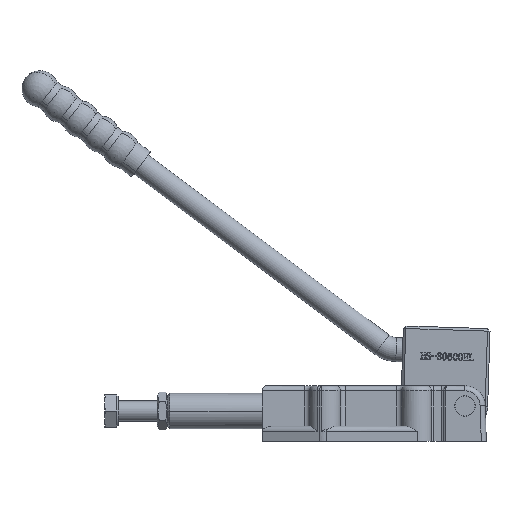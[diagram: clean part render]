
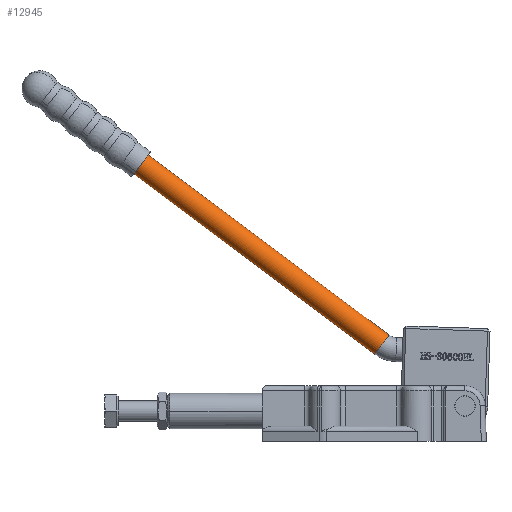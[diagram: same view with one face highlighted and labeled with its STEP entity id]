
A CAD part, front view. The second image highlights one B-rep face of the part: STEP entity #12945.
In plain terms, the highlighted cylindrical face has radius 4.75 mm (diameter 9.5 mm), a partial arc.
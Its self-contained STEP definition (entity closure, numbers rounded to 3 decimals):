
#5052 = VERTEX_POINT ( 'NONE', #19179 ) ;
#5185 = VERTEX_POINT ( 'NONE', #19287 ) ;
#5198 = VERTEX_POINT ( 'NONE', #19297 ) ;
#5202 = VERTEX_POINT ( 'NONE', #19295 ) ;
#5308 = EDGE_LOOP ( 'NONE', ( #10368, #10270, #10517, #10525 ) ) ;
#10270 = ORIENTED_EDGE ( 'NONE', *, *, #34061, .T. ) ;
#10368 = ORIENTED_EDGE ( 'NONE', *, *, #34182, .T. ) ;
#10517 = ORIENTED_EDGE ( 'NONE', *, *, #34106, .F. ) ;
#10525 = ORIENTED_EDGE ( 'NONE', *, *, #34145, .F. ) ;
#12945 = ADVANCED_FACE ( 'NONE', ( #17542 ), #17579, .T. ) ;
#17542 = FACE_OUTER_BOUND ( 'NONE', #5308, .T. ) ;
#17579 = CYLINDRICAL_SURFACE ( 'NONE', #19939, 4.75 ) ;
#17969 = DIRECTION ( 'NONE',  ( 0., -0.819, 0.574 ) ) ;
#17971 = DIRECTION ( 'NONE',  ( 0., 0.574, 0.819 ) ) ;
#17973 = CARTESIAN_POINT ( 'NONE',  ( 0., 1.808, 42.736 ) ) ;
#19179 = CARTESIAN_POINT ( 'NONE',  ( 0., 5.699, 40.011 ) ) ;
#19287 = CARTESIAN_POINT ( 'NONE',  ( 0., 102.891, 178.815 ) ) ;
#19295 = CARTESIAN_POINT ( 'NONE',  ( 0., 95.109, 184.264 ) ) ;
#19297 = CARTESIAN_POINT ( 'NONE',  ( 0., -2.082, 45.46 ) ) ;
#19939 = AXIS2_PLACEMENT_3D ( 'NONE', #17973, #17971, #17969 ) ;
#20622 = AXIS2_PLACEMENT_3D ( 'NONE', #37387, #37389, #37390 ) ;
#29326 = CIRCLE ( 'NONE', #38003, 4.75 ) ;
#29405 = VECTOR ( 'NONE', #37621, 1000. ) ;
#29407 = LINE ( 'NONE', #37614, #29405 ) ;
#29483 = CIRCLE ( 'NONE', #20622, 4.75 ) ;
#29593 = VECTOR ( 'NONE', #37028, 1000. ) ;
#29602 = LINE ( 'NONE', #37036, #29593 ) ;
#34061 = EDGE_CURVE ( 'NONE', #5052, #5185, #29602, .T. ) ;
#34106 = EDGE_CURVE ( 'NONE', #5202, #5185, #29483, .T. ) ;
#34145 = EDGE_CURVE ( 'NONE', #5198, #5202, #29407, .T. ) ;
#34182 = EDGE_CURVE ( 'NONE', #5198, #5052, #29326, .T. ) ;
#37028 = DIRECTION ( 'NONE',  ( 0., 0.574, 0.819 ) ) ;
#37036 = CARTESIAN_POINT ( 'NONE',  ( 0., 5.699, 40.011 ) ) ;
#37387 = CARTESIAN_POINT ( 'NONE',  ( 0., 99., 181.54 ) ) ;
#37389 = DIRECTION ( 'NONE',  ( 0., 0.574, 0.819 ) ) ;
#37390 = DIRECTION ( 'NONE',  ( 1., 0., 0. ) ) ;
#37614 = CARTESIAN_POINT ( 'NONE',  ( 0., -2.082, 45.46 ) ) ;
#37621 = DIRECTION ( 'NONE',  ( 0., 0.574, 0.819 ) ) ;
#37776 = CARTESIAN_POINT ( 'NONE',  ( 0., 1.808, 42.736 ) ) ;
#37777 = DIRECTION ( 'NONE',  ( 0., 0.574, 0.819 ) ) ;
#37778 = DIRECTION ( 'NONE',  ( 1., 0., 0. ) ) ;
#38003 = AXIS2_PLACEMENT_3D ( 'NONE', #37776, #37777, #37778 ) ;
